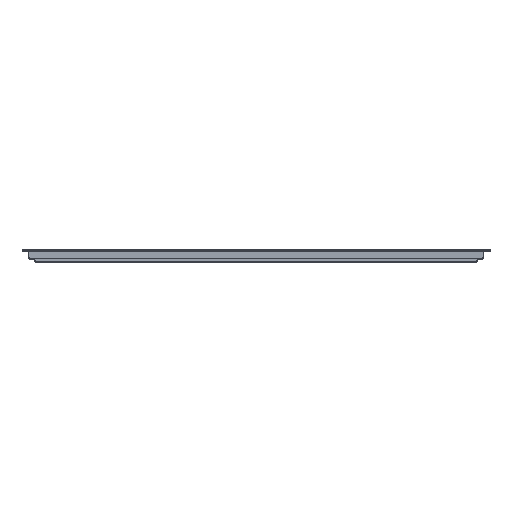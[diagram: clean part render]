
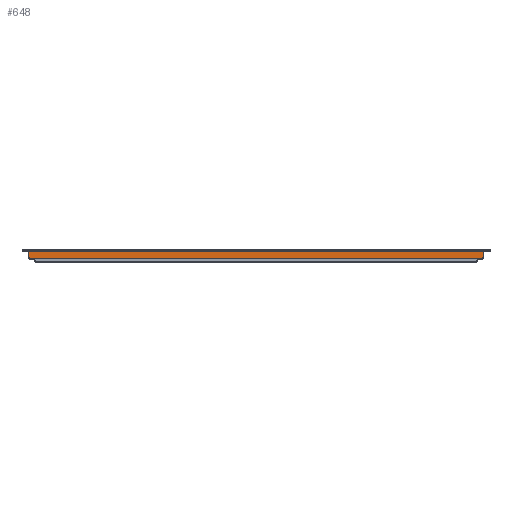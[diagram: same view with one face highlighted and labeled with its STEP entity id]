
A CAD part, top view. The second image highlights one B-rep face of the part: STEP entity #648.
In plain terms, the highlighted planar face has unit normal (0, 0, 1).
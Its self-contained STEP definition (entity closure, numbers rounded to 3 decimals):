
#16 = LINE ( 'NONE', #1061, #698 ) ;
#20 = ORIENTED_EDGE ( 'NONE', *, *, #2975, .T. ) ;
#322 = CARTESIAN_POINT ( 'NONE',  ( 373.25, -15., 47.45 ) ) ;
#448 = CARTESIAN_POINT ( 'NONE',  ( -378.25, -15., 47.45 ) ) ;
#484 = LINE ( 'NONE', #448, #1972 ) ;
#503 = CARTESIAN_POINT ( 'NONE',  ( 378.25, -3., 47.45 ) ) ;
#540 = DIRECTION ( 'NONE',  ( 0., 0., 1. ) ) ;
#572 = VECTOR ( 'NONE', #3199, 1000. ) ;
#648 = ADVANCED_FACE ( 'NONE', ( #3220 ), #1575, .T. ) ;
#654 = EDGE_CURVE ( 'NONE', #2921, #1272, #2722, .T. ) ;
#677 = EDGE_LOOP ( 'NONE', ( #3156, #803, #1447, #2011, #1268, #20 ) ) ;
#693 = CARTESIAN_POINT ( 'NONE',  ( -373.25, -10., 47.45 ) ) ;
#698 = VECTOR ( 'NONE', #2446, 1000. ) ;
#755 = DIRECTION ( 'NONE',  ( 0., -1., 0. ) ) ;
#803 = ORIENTED_EDGE ( 'NONE', *, *, #654, .T. ) ;
#957 = EDGE_CURVE ( 'NONE', #3093, #1272, #484, .T. ) ;
#1005 = DIRECTION ( 'NONE',  ( 0., 0., 1. ) ) ;
#1061 = CARTESIAN_POINT ( 'NONE',  ( 0., -3., 47.45 ) ) ;
#1207 = EDGE_CURVE ( 'NONE', #2921, #3331, #1477, .T. ) ;
#1268 = ORIENTED_EDGE ( 'NONE', *, *, #2457, .F. ) ;
#1272 = VERTEX_POINT ( 'NONE', #2636 ) ;
#1301 = DIRECTION ( 'NONE',  ( -1., 0., 0. ) ) ;
#1447 = ORIENTED_EDGE ( 'NONE', *, *, #957, .F. ) ;
#1477 = LINE ( 'NONE', #3130, #572 ) ;
#1515 = CARTESIAN_POINT ( 'NONE',  ( -378.25, -3., 47.45 ) ) ;
#1523 = EDGE_CURVE ( 'NONE', #3093, #2725, #3137, .T. ) ;
#1575 = PLANE ( 'NONE',  #1967 ) ;
#1689 = AXIS2_PLACEMENT_3D ( 'NONE', #3071, #540, #2798 ) ;
#1818 = CARTESIAN_POINT ( 'NONE',  ( 378.25, -15., 47.45 ) ) ;
#1934 = CARTESIAN_POINT ( 'NONE',  ( -378.25, -10., 47.45 ) ) ;
#1967 = AXIS2_PLACEMENT_3D ( 'NONE', #3262, #3514, #2929 ) ;
#1972 = VECTOR ( 'NONE', #1301, 1000. ) ;
#2011 = ORIENTED_EDGE ( 'NONE', *, *, #1523, .T. ) ;
#2446 = DIRECTION ( 'NONE',  ( -1., 0., 0. ) ) ;
#2457 = EDGE_CURVE ( 'NONE', #3428, #2725, #2960, .T. ) ;
#2579 = CARTESIAN_POINT ( 'NONE',  ( 378.25, -10., 47.45 ) ) ;
#2636 = CARTESIAN_POINT ( 'NONE',  ( -373.25, -15., 47.45 ) ) ;
#2638 = DIRECTION ( 'NONE',  ( 0., -1., 0. ) ) ;
#2655 = VECTOR ( 'NONE', #2638, 1000. ) ;
#2722 = CIRCLE ( 'NONE', #2951, 5. ) ;
#2725 = VERTEX_POINT ( 'NONE', #2579 ) ;
#2798 = DIRECTION ( 'NONE',  ( 0., -1., 0. ) ) ;
#2921 = VERTEX_POINT ( 'NONE', #1934 ) ;
#2929 = DIRECTION ( 'NONE',  ( 0., -1., 0. ) ) ;
#2951 = AXIS2_PLACEMENT_3D ( 'NONE', #693, #1005, #755 ) ;
#2960 = LINE ( 'NONE', #1818, #2655 ) ;
#2975 = EDGE_CURVE ( 'NONE', #3428, #3331, #16, .T. ) ;
#3071 = CARTESIAN_POINT ( 'NONE',  ( 373.25, -10., 47.45 ) ) ;
#3093 = VERTEX_POINT ( 'NONE', #322 ) ;
#3130 = CARTESIAN_POINT ( 'NONE',  ( -378.25, -1.5, 47.45 ) ) ;
#3137 = CIRCLE ( 'NONE', #1689, 5. ) ;
#3156 = ORIENTED_EDGE ( 'NONE', *, *, #1207, .F. ) ;
#3199 = DIRECTION ( 'NONE',  ( 0., 1., 0. ) ) ;
#3220 = FACE_OUTER_BOUND ( 'NONE', #677, .T. ) ;
#3262 = CARTESIAN_POINT ( 'NONE',  ( 0., 0., 47.45 ) ) ;
#3331 = VERTEX_POINT ( 'NONE', #1515 ) ;
#3428 = VERTEX_POINT ( 'NONE', #503 ) ;
#3514 = DIRECTION ( 'NONE',  ( 0., 0., 1. ) ) ;
